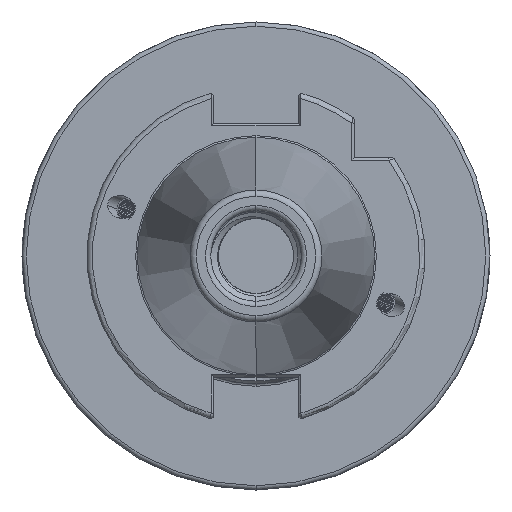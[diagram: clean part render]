
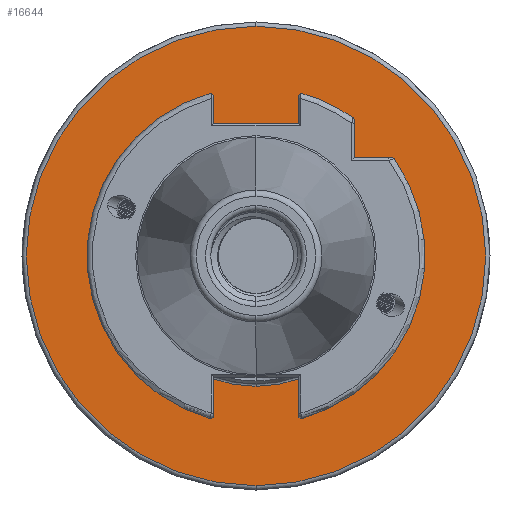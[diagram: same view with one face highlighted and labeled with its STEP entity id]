
A CAD part, left-side view. The second image highlights one B-rep face of the part: STEP entity #16644.
In plain terms, the highlighted planar face has unit normal (-1, 0, 0).
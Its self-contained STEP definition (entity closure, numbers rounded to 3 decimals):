
#1644 = CARTESIAN_POINT ( 'NONE',  ( 61.8, 0., 43.2 ) ) ;
#1721 = CARTESIAN_POINT ( 'NONE',  ( 61.8, 0., 24.5 ) ) ;
#2402 = CIRCLE ( 'NONE', #36113, 43.2 ) ;
#2438 = CIRCLE ( 'NONE', #36118, 24.5 ) ;
#7994 = EDGE_LOOP ( 'NONE', ( #14466, #14498 ) ) ;
#9005 = EDGE_CURVE ( 'NONE', #13008, #19597, #12924, .T. ) ;
#9168 = EDGE_CURVE ( 'NONE', #13090, #19572, #36066, .T. ) ;
#12924 = CIRCLE ( 'NONE', #40157, 43.2 ) ;
#13008 = VERTEX_POINT ( 'NONE', #1644 ) ;
#13090 = VERTEX_POINT ( 'NONE', #1721 ) ;
#14438 = ORIENTED_EDGE ( 'NONE', *, *, #41035, .T. ) ;
#14466 = ORIENTED_EDGE ( 'NONE', *, *, #41029, .T. ) ;
#14476 = ORIENTED_EDGE ( 'NONE', *, *, #9168, .T. ) ;
#14498 = ORIENTED_EDGE ( 'NONE', *, *, #9005, .T. ) ;
#15972 = EDGE_LOOP ( 'NONE', ( #14438, #14476 ) ) ;
#16644 = ADVANCED_FACE ( 'NONE', ( #21817, #21739 ), #26885, .F. ) ;
#19572 = VERTEX_POINT ( 'NONE', #34689 ) ;
#19597 = VERTEX_POINT ( 'NONE', #34698 ) ;
#21739 = FACE_BOUND ( 'NONE', #15972, .T. ) ;
#21817 = FACE_OUTER_BOUND ( 'NONE', #7994, .T. ) ;
#26870 = DIRECTION ( 'NONE',  ( 0., 0., -1. ) ) ;
#26883 = CARTESIAN_POINT ( 'NONE',  ( 61.8, 24., 0. ) ) ;
#26885 = PLANE ( 'NONE',  #35599 ) ;
#26893 = DIRECTION ( 'NONE',  ( 1., 0., 0. ) ) ;
#27457 = DIRECTION ( 'NONE',  ( 0., 0., -1. ) ) ;
#27464 = DIRECTION ( 'NONE',  ( 1., 0., 0. ) ) ;
#27497 = CARTESIAN_POINT ( 'NONE',  ( 61.8, 0., 0. ) ) ;
#28463 = DIRECTION ( 'NONE',  ( 0., 0., -1. ) ) ;
#28479 = DIRECTION ( 'NONE',  ( -1., 0., 0. ) ) ;
#28488 = CARTESIAN_POINT ( 'NONE',  ( 61.8, 0., 0. ) ) ;
#34689 = CARTESIAN_POINT ( 'NONE',  ( 61.8, 0., -24.5 ) ) ;
#34698 = CARTESIAN_POINT ( 'NONE',  ( 61.8, 0., -43.2 ) ) ;
#35599 = AXIS2_PLACEMENT_3D ( 'NONE', #26883, #26893, #26870 ) ;
#36066 = CIRCLE ( 'NONE', #40224, 24.5 ) ;
#36113 = AXIS2_PLACEMENT_3D ( 'NONE', #28488, #28479, #28463 ) ;
#36118 = AXIS2_PLACEMENT_3D ( 'NONE', #27497, #27464, #27457 ) ;
#40157 = AXIS2_PLACEMENT_3D ( 'NONE', #41686, #41740, #41757 ) ;
#40224 = AXIS2_PLACEMENT_3D ( 'NONE', #42078, #42074, #42055 ) ;
#41029 = EDGE_CURVE ( 'NONE', #19597, #13008, #2402, .T. ) ;
#41035 = EDGE_CURVE ( 'NONE', #19572, #13090, #2438, .T. ) ;
#41686 = CARTESIAN_POINT ( 'NONE',  ( 61.8, 0., 0. ) ) ;
#41740 = DIRECTION ( 'NONE',  ( -1., 0., 0. ) ) ;
#41757 = DIRECTION ( 'NONE',  ( 0., 0., -1. ) ) ;
#42055 = DIRECTION ( 'NONE',  ( 0., 0., -1. ) ) ;
#42074 = DIRECTION ( 'NONE',  ( 1., 0., 0. ) ) ;
#42078 = CARTESIAN_POINT ( 'NONE',  ( 61.8, 0., 0. ) ) ;
